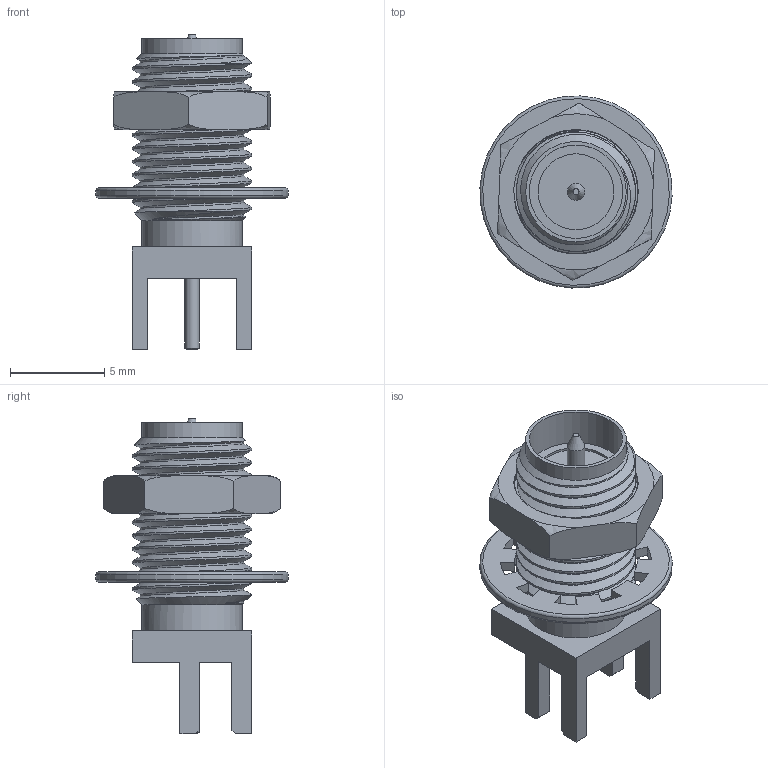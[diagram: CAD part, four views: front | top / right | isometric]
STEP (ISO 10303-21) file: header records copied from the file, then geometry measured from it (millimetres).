
FILE_DESCRIPTION(/* description */ ('Unknown'),/* implementation_level */ '2;1');
FILE_NAME(/* name */ '63012242121508',/* time_stamp */ '2020-01-17T11:31:18+01:00',/* author */ ('Unknown'),/* organization */ ('Unknown'),/* preprocessor_version */ 'ST-DEVELOPER v16.7',/* originating_system */ 'DEX',/* authorisation */ $);
FILE_SCHEMA (('AUTOMOTIVE_DESIGN {1 0 10303 214 3 1 1}'));
Length unit declared in the file: millimetre
Products named in the file (1): 63012242121508
Bounding box: 10.19 x 10.19 x 16.75 mm (x, y, z)
Volume: 819.2 mm3; surface area: 1638.9 mm2
Topology: 4 solids, 4 shells, 232 faces, 636 edges, 424 vertices
Faces by surface type: plane 120, cylinder 64, torus 28, cone 12, bspline 8
Full cylindrical faces by diameter (mm): 0.76 x2, 0.92 x2, 2.45 x2, 4.03 x2, 4.95 x2, 5.33 x4, 10.2 x2
Entity records: 12517 total; most frequent: CARTESIAN_POINT 5895, ORIENTED_EDGE 1168, DIRECTION 1114, EDGE_CURVE 584, VERTEX_POINT 404, AXIS2_PLACEMENT_3D 393, LINE 328, VECTOR 328
